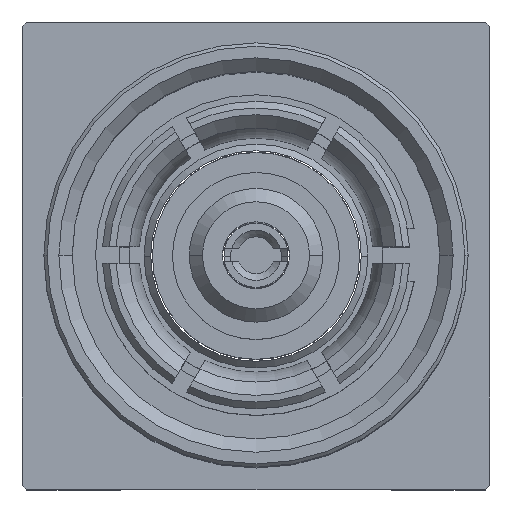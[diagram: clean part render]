
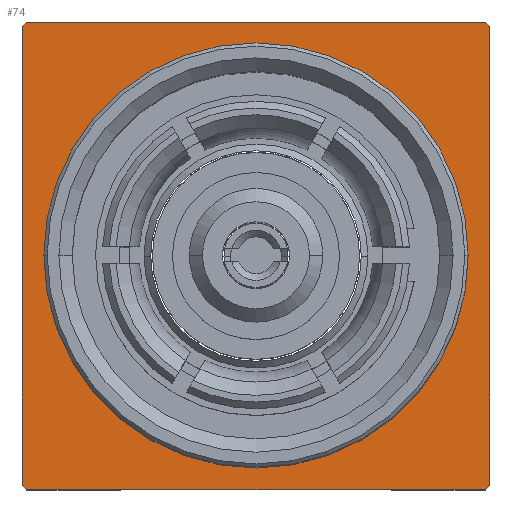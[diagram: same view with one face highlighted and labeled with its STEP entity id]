
A CAD part, top view. The second image highlights one B-rep face of the part: STEP entity #74.
In plain terms, the highlighted planar face has unit normal (0, 0, 1).
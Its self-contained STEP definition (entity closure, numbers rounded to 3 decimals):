
#60 = CIRCLE ( 'NONE', #4216, 4.9 ) ;
#74 = ADVANCED_FACE ( 'NONE', ( #1621, #2011 ), #4516, .T. ) ;
#285 = CARTESIAN_POINT ( 'NONE',  ( 0., 0., 5.8 ) ) ;
#396 = CARTESIAN_POINT ( 'NONE',  ( -3.429, 3.5, 5.8 ) ) ;
#437 = ORIENTED_EDGE ( 'NONE', *, *, #3006, .F. ) ;
#590 = CARTESIAN_POINT ( 'NONE',  ( -3.5, -3.429, 5.8 ) ) ;
#628 = ORIENTED_EDGE ( 'NONE', *, *, #4270, .T. ) ;
#639 = VERTEX_POINT ( 'NONE', #4436 ) ;
#660 = CARTESIAN_POINT ( 'NONE',  ( 0., 0., 5.8 ) ) ;
#704 = DIRECTION ( 'NONE',  ( -1., 0., 0. ) ) ;
#754 = VERTEX_POINT ( 'NONE', #2430 ) ;
#863 = CARTESIAN_POINT ( 'NONE',  ( -3.5, 3.429, 5.8 ) ) ;
#960 = CIRCLE ( 'NONE', #4121, 4.9 ) ;
#1022 = EDGE_CURVE ( 'NONE', #1998, #3546, #2811, .T. ) ;
#1036 = DIRECTION ( 'NONE',  ( 0., 1., 0. ) ) ;
#1069 = VERTEX_POINT ( 'NONE', #1702 ) ;
#1494 = LINE ( 'NONE', #1858, #2613 ) ;
#1621 = FACE_BOUND ( 'NONE', #4467, .T. ) ;
#1699 = ORIENTED_EDGE ( 'NONE', *, *, #2113, .F. ) ;
#1702 = CARTESIAN_POINT ( 'NONE',  ( 3.429, 3.5, 5.8 ) ) ;
#1717 = DIRECTION ( 'NONE',  ( -1., 0., 0. ) ) ;
#1718 = ORIENTED_EDGE ( 'NONE', *, *, #3181, .T. ) ;
#1747 = CIRCLE ( 'NONE', #2361, 4.9 ) ;
#1789 = EDGE_CURVE ( 'NONE', #1069, #3373, #1494, .T. ) ;
#1853 = DIRECTION ( 'NONE',  ( 0., 0., -1. ) ) ;
#1858 = CARTESIAN_POINT ( 'NONE',  ( 0., 3.5, 5.8 ) ) ;
#1901 = DIRECTION ( 'NONE',  ( -1., 0., 0. ) ) ;
#1985 = CARTESIAN_POINT ( 'NONE',  ( 3.5, -3.429, 5.8 ) ) ;
#1998 = VERTEX_POINT ( 'NONE', #863 ) ;
#2011 = FACE_OUTER_BOUND ( 'NONE', #3549, .T. ) ;
#2022 = CARTESIAN_POINT ( 'NONE',  ( 2.775, 0., 5.8 ) ) ;
#2091 = DIRECTION ( 'NONE',  ( -1., 0., 0. ) ) ;
#2113 = EDGE_CURVE ( 'NONE', #4246, #639, #60, .T. ) ;
#2179 = CARTESIAN_POINT ( 'NONE',  ( 0., -3.5, 5.8 ) ) ;
#2194 = AXIS2_PLACEMENT_3D ( 'NONE', #4518, #5388, #4026 ) ;
#2296 = ORIENTED_EDGE ( 'NONE', *, *, #4898, .T. ) ;
#2361 = AXIS2_PLACEMENT_3D ( 'NONE', #285, #4534, #704 ) ;
#2382 = AXIS2_PLACEMENT_3D ( 'NONE', #4403, #1853, #3206 ) ;
#2385 = DIRECTION ( 'NONE',  ( -1., 0., 0. ) ) ;
#2399 = CARTESIAN_POINT ( 'NONE',  ( 0., 2.775, 5.8 ) ) ;
#2430 = CARTESIAN_POINT ( 'NONE',  ( 3.5, 3.429, 5.8 ) ) ;
#2496 = EDGE_CURVE ( 'NONE', #1998, #3373, #1747, .T. ) ;
#2603 = EDGE_CURVE ( 'NONE', #3536, #3546, #3694, .T. ) ;
#2613 = VECTOR ( 'NONE', #2385, 1000. ) ;
#2811 = LINE ( 'NONE', #4513, #3487 ) ;
#3006 = EDGE_CURVE ( 'NONE', #1069, #754, #960, .T. ) ;
#3181 = EDGE_CURVE ( 'NONE', #4246, #754, #5243, .T. ) ;
#3206 = DIRECTION ( 'NONE',  ( -1., 0., 0. ) ) ;
#3345 = VERTEX_POINT ( 'NONE', #5133 ) ;
#3373 = VERTEX_POINT ( 'NONE', #396 ) ;
#3471 = DIRECTION ( 'NONE',  ( 0., -1., 0. ) ) ;
#3487 = VECTOR ( 'NONE', #3471, 1000. ) ;
#3536 = VERTEX_POINT ( 'NONE', #4868 ) ;
#3546 = VERTEX_POINT ( 'NONE', #590 ) ;
#3549 = EDGE_LOOP ( 'NONE', ( #4946, #5008, #5030, #4884, #1699, #1718, #437, #4371 ) ) ;
#3583 = DIRECTION ( 'NONE',  ( 0., 0., -1. ) ) ;
#3694 = CIRCLE ( 'NONE', #5461, 4.9 ) ;
#3763 = CARTESIAN_POINT ( 'NONE',  ( 0., 0., 5.8 ) ) ;
#3803 = CARTESIAN_POINT ( 'NONE',  ( 0., 0., 5.8 ) ) ;
#4011 = AXIS2_PLACEMENT_3D ( 'NONE', #2399, #4957, #5411 ) ;
#4026 = DIRECTION ( 'NONE',  ( -1., 0., 0. ) ) ;
#4096 = EDGE_CURVE ( 'NONE', #3536, #639, #5443, .T. ) ;
#4121 = AXIS2_PLACEMENT_3D ( 'NONE', #3803, #4707, #2091 ) ;
#4216 = AXIS2_PLACEMENT_3D ( 'NONE', #660, #3583, #1901 ) ;
#4246 = VERTEX_POINT ( 'NONE', #1985 ) ;
#4270 = EDGE_CURVE ( 'NONE', #3345, #5151, #4410, .T. ) ;
#4371 = ORIENTED_EDGE ( 'NONE', *, *, #1789, .T. ) ;
#4403 = CARTESIAN_POINT ( 'NONE',  ( 0., 0., 5.8 ) ) ;
#4410 = CIRCLE ( 'NONE', #2194, 2.775 ) ;
#4436 = CARTESIAN_POINT ( 'NONE',  ( 3.429, -3.5, 5.8 ) ) ;
#4467 = EDGE_LOOP ( 'NONE', ( #628, #2296 ) ) ;
#4513 = CARTESIAN_POINT ( 'NONE',  ( -3.5, 2.775, 5.8 ) ) ;
#4516 = PLANE ( 'NONE',  #4011 ) ;
#4518 = CARTESIAN_POINT ( 'NONE',  ( 0., 0., 5.8 ) ) ;
#4534 = DIRECTION ( 'NONE',  ( 0., 0., -1. ) ) ;
#4593 = VECTOR ( 'NONE', #5044, 1000. ) ;
#4707 = DIRECTION ( 'NONE',  ( 0., 0., -1. ) ) ;
#4839 = CARTESIAN_POINT ( 'NONE',  ( 3.5, 2.775, 5.8 ) ) ;
#4840 = VECTOR ( 'NONE', #1036, 1000. ) ;
#4868 = CARTESIAN_POINT ( 'NONE',  ( -3.429, -3.5, 5.8 ) ) ;
#4874 = CIRCLE ( 'NONE', #2382, 2.775 ) ;
#4884 = ORIENTED_EDGE ( 'NONE', *, *, #4096, .T. ) ;
#4898 = EDGE_CURVE ( 'NONE', #5151, #3345, #4874, .T. ) ;
#4946 = ORIENTED_EDGE ( 'NONE', *, *, #2496, .F. ) ;
#4957 = DIRECTION ( 'NONE',  ( 0., 0., 1. ) ) ;
#5008 = ORIENTED_EDGE ( 'NONE', *, *, #1022, .T. ) ;
#5030 = ORIENTED_EDGE ( 'NONE', *, *, #2603, .F. ) ;
#5044 = DIRECTION ( 'NONE',  ( 1., 0., 0. ) ) ;
#5133 = CARTESIAN_POINT ( 'NONE',  ( -2.775, 0., 5.8 ) ) ;
#5151 = VERTEX_POINT ( 'NONE', #2022 ) ;
#5243 = LINE ( 'NONE', #4839, #4840 ) ;
#5388 = DIRECTION ( 'NONE',  ( 0., 0., -1. ) ) ;
#5411 = DIRECTION ( 'NONE',  ( 1., 0., 0. ) ) ;
#5443 = LINE ( 'NONE', #2179, #4593 ) ;
#5454 = DIRECTION ( 'NONE',  ( 0., 0., -1. ) ) ;
#5461 = AXIS2_PLACEMENT_3D ( 'NONE', #3763, #5454, #1717 ) ;
